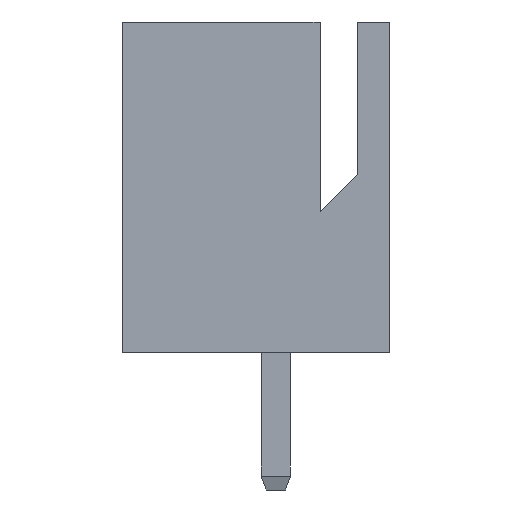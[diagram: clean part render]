
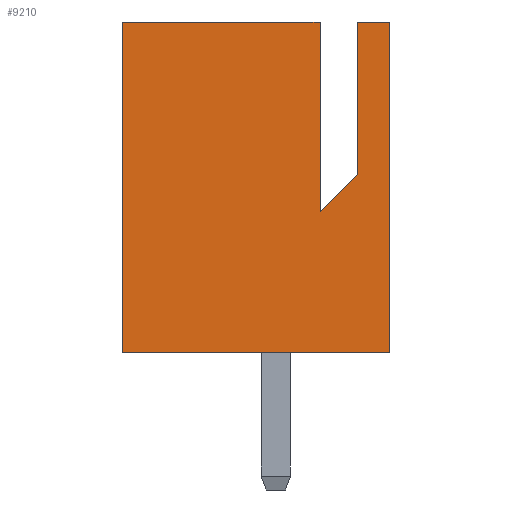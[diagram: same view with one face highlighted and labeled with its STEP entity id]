
A CAD part, left-side view. The second image highlights one B-rep face of the part: STEP entity #9210.
In plain terms, the highlighted planar face has unit normal (-1, 0, 0).
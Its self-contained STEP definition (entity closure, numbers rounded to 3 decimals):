
#585=ORIENTED_EDGE('',*,*,#2433,.T.);
#586=ORIENTED_EDGE('',*,*,#2434,.T.);
#587=ORIENTED_EDGE('',*,*,#2435,.T.);
#588=ORIENTED_EDGE('',*,*,#2308,.T.);
#589=ORIENTED_EDGE('',*,*,#2432,.F.);
#590=ORIENTED_EDGE('',*,*,#2315,.F.);
#591=ORIENTED_EDGE('',*,*,#2251,.T.);
#592=ORIENTED_EDGE('',*,*,#2436,.T.);
#2251=EDGE_CURVE('',#3202,#3201,#3805,.T.);
#2308=EDGE_CURVE('',#3225,#3254,#3862,.T.);
#2315=EDGE_CURVE('',#3202,#3260,#3869,.T.);
#2432=EDGE_CURVE('',#3260,#3254,#3986,.T.);
#2433=EDGE_CURVE('',#3347,#3348,#3987,.T.);
#2434=EDGE_CURVE('',#3348,#3349,#3988,.T.);
#2435=EDGE_CURVE('',#3349,#3225,#3989,.T.);
#2436=EDGE_CURVE('',#3201,#3347,#3990,.T.);
#3201=VERTEX_POINT('',#11392);
#3202=VERTEX_POINT('',#11394);
#3225=VERTEX_POINT('',#11448);
#3254=VERTEX_POINT('',#11507);
#3260=VERTEX_POINT('',#11522);
#3347=VERTEX_POINT('',#11749);
#3348=VERTEX_POINT('',#11750);
#3349=VERTEX_POINT('',#11752);
#3805=LINE('',#11393,#4491);
#3862=LINE('',#11508,#4548);
#3869=LINE('',#11521,#4555);
#3986=LINE('',#11746,#4672);
#3987=LINE('',#11748,#4673);
#3988=LINE('',#11751,#4674);
#3989=LINE('',#11753,#4675);
#3990=LINE('',#11754,#4676);
#4491=VECTOR('',#9979,1000.);
#4548=VECTOR('',#10046,1000.);
#4555=VECTOR('',#10055,1000.);
#4672=VECTOR('',#10214,1000.);
#4673=VECTOR('',#10217,1000.);
#4674=VECTOR('',#10218,1000.);
#4675=VECTOR('',#10219,1000.);
#4676=VECTOR('',#10220,1000.);
#5200=EDGE_LOOP('',(#585,#586,#587,#588,#589,#590,#591,#592));
#5624=FACE_BOUND('',#5200,.T.);
#6048=PLANE('',#9635);
#9210=ADVANCED_FACE('',(#5624),#6048,.T.);
#9635=AXIS2_PLACEMENT_3D('',#11747,#10215,#10216);
#9979=DIRECTION('',(0.,1.,0.));
#10046=DIRECTION('',(0.,0.,-1.));
#10055=DIRECTION('',(0.,0.,-1.));
#10214=DIRECTION('',(0.,1.,0.));
#10215=DIRECTION('',(-1.,0.,0.));
#10216=DIRECTION('',(0.,0.,1.));
#10217=DIRECTION('',(0.,0.707,-0.707));
#10218=DIRECTION('',(0.,0.,1.));
#10219=DIRECTION('',(0.,1.,0.));
#10220=DIRECTION('',(0.,0.,-1.));
#11392=CARTESIAN_POINT('',(-11.227,-1.778,7.214));
#11393=CARTESIAN_POINT('',(-11.227,-2.489,7.214));
#11394=CARTESIAN_POINT('',(-11.227,-2.489,7.214));
#11448=CARTESIAN_POINT('',(-11.227,3.353,7.214));
#11507=CARTESIAN_POINT('',(-11.227,3.353,0.));
#11508=CARTESIAN_POINT('',(-11.227,3.353,0.711));
#11521=CARTESIAN_POINT('',(-11.227,-2.489,0.711));
#11522=CARTESIAN_POINT('',(-11.227,-2.489,0.));
#11746=CARTESIAN_POINT('',(-11.227,-2.489,0.));
#11747=CARTESIAN_POINT('',(-11.227,-2.489,0.711));
#11748=CARTESIAN_POINT('',(-11.227,-1.778,3.886));
#11749=CARTESIAN_POINT('',(-11.227,-1.778,3.886));
#11750=CARTESIAN_POINT('',(-11.227,-0.965,3.073));
#11751=CARTESIAN_POINT('',(-11.227,-0.965,3.073));
#11752=CARTESIAN_POINT('',(-11.227,-0.965,7.214));
#11753=CARTESIAN_POINT('',(-11.227,-2.489,7.214));
#11754=CARTESIAN_POINT('',(-11.227,-1.778,7.214));
